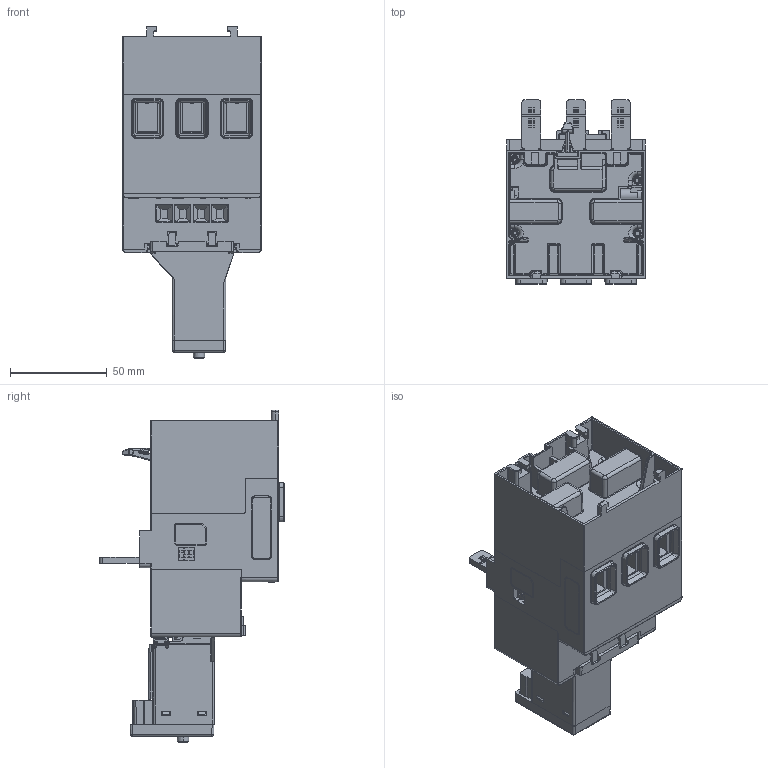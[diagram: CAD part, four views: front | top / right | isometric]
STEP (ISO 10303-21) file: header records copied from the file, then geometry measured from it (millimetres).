
FILE_DESCRIPTION((''),'2;1');
FILE_NAME('10000051374_SW0001','2015-05-28T',('GLLehman'),('Rockwell Automation'),'PRO/ENGINEER BY PARAMETRIC TECHNOLOGY CORPORATION, 2012480','PRO/ENGINEER BY PARAMETRIC TECHNOLOGY CORPORATION, 2012480','');
FILE_SCHEMA(('CONFIG_CONTROL_DESIGN'));
Products named in the file (1): 10000051374_SW0001
Bounding box: 71.6 x 95.2 x 171.15 mm (x, y, z)
Surface area: 148069 mm2 (no closed solid volume)
Topology: 0 solids, 520 shells, 3196 faces, 17004 edges, 13929 vertices
Faces by surface type: plane 2057, cylinder 690, cone 168, torus 155, bspline 110, sphere 14, extrusion 2
Entity records: 178256 total; most frequent: CARTESIAN_POINT 53152, DIRECTION 23506, ORIENTED_EDGE 21960, EDGE_CURVE 17004, VERTEX_POINT 13929, VECTOR 12650, LINE 12648, AXIS2_PLACEMENT_3D 5428
